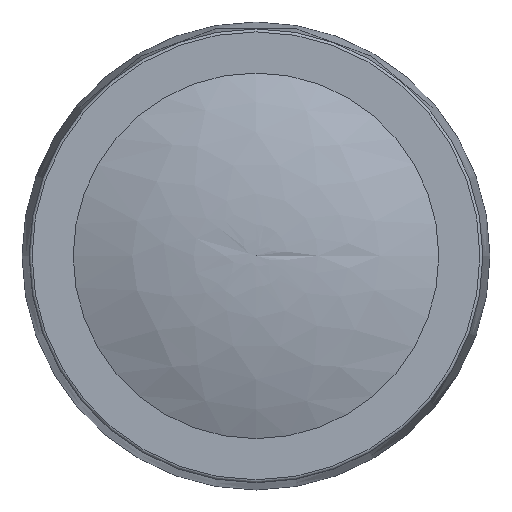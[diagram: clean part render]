
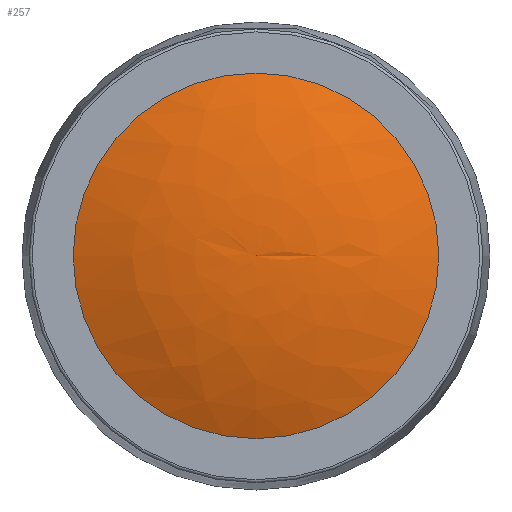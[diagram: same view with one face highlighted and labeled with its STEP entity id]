
A CAD part, top view. The second image highlights one B-rep face of the part: STEP entity #257.
In plain terms, the highlighted free-form (B-spline) face has degree [3, 3] with [4, 7] control points.
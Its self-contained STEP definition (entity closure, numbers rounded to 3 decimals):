
#257 = ADVANCED_FACE( '', ( #570, #571 ), #572, .T. );
#570 = FACE_BOUND( '', #897, .T. );
#571 = FACE_OUTER_BOUND( '', #898, .T. );
#572 = ( BOUNDED_SURFACE(  )B_SPLINE_SURFACE( 3, 3, ( ( #901, #902, #903, #904, #905, #906, #907 ), ( #908, #909, #910, #911, #912, #913, #914 ), ( #915, #916, #917, #918, #919, #920, #921 ), ( #922, #923, #924, #925, #926, #927, #928 ) ), .UNSPECIFIED., .F., .T., .F. )B_SPLINE_SURFACE_WITH_KNOTS( ( 4, 4 ), ( 4, 3, 4 ), ( 0., 6.283 ), ( 1.175, 1.389, 1.602 ), .UNSPECIFIED. )GEOMETRIC_REPRESENTATION_ITEM(  )RATIONAL_B_SPLINE_SURFACE( ( ( 1., 0.333, 0.333, 1., 0.333, 0.333, 1. ), ( 0.985, 0.328, 0.328, 0.985, 0.328, 0.328, 0.985 ), ( 0.985, 0.328, 0.328, 0.985, 0.328, 0.328, 0.985 ), ( 1., 0.333, 0.333, 1., 0.333, 0.333, 1. ) ) )REPRESENTATION_ITEM( '' )SURFACE(  ) );
#897 = VERTEX_LOOP( '', #1498 );
#898 = EDGE_LOOP( '', ( #1499 ) );
#901 = CARTESIAN_POINT( '', ( 0., 0., 27.6 ) );
#902 = CARTESIAN_POINT( '', ( 0., 0., 27.6 ) );
#903 = CARTESIAN_POINT( '', ( 0., 0., 27.6 ) );
#904 = CARTESIAN_POINT( '', ( 0., 0., 27.6 ) );
#905 = CARTESIAN_POINT( '', ( 0., 0., 27.6 ) );
#906 = CARTESIAN_POINT( '', ( 0., 0., 27.6 ) );
#907 = CARTESIAN_POINT( '', ( 0., 0., 27.6 ) );
#908 = CARTESIAN_POINT( '', ( 4.3, 0., 27.735 ) );
#909 = CARTESIAN_POINT( '', ( 4.3, 8.599, 27.735 ) );
#910 = CARTESIAN_POINT( '', ( -4.3, 8.599, 27.735 ) );
#911 = CARTESIAN_POINT( '', ( -4.3, 0., 27.735 ) );
#912 = CARTESIAN_POINT( '', ( -4.3, -8.599, 27.735 ) );
#913 = CARTESIAN_POINT( '', ( 4.3, -8.599, 27.735 ) );
#914 = CARTESIAN_POINT( '', ( 4.3, 0., 27.735 ) );
#915 = CARTESIAN_POINT( '', ( 8.53, 0., 26.957 ) );
#916 = CARTESIAN_POINT( '', ( 8.53, 17.06, 26.957 ) );
#917 = CARTESIAN_POINT( '', ( -8.53, 17.06, 26.957 ) );
#918 = CARTESIAN_POINT( '', ( -8.53, 0., 26.957 ) );
#919 = CARTESIAN_POINT( '', ( -8.53, -17.06, 26.957 ) );
#920 = CARTESIAN_POINT( '', ( 8.53, -17.06, 26.957 ) );
#921 = CARTESIAN_POINT( '', ( 8.53, 0., 26.957 ) );
#922 = CARTESIAN_POINT( '', ( 12.5, 0., 25.3 ) );
#923 = CARTESIAN_POINT( '', ( 12.5, 25., 25.3 ) );
#924 = CARTESIAN_POINT( '', ( -12.5, 25., 25.3 ) );
#925 = CARTESIAN_POINT( '', ( -12.5, 0., 25.3 ) );
#926 = CARTESIAN_POINT( '', ( -12.5, -25., 25.3 ) );
#927 = CARTESIAN_POINT( '', ( 12.5, -25., 25.3 ) );
#928 = CARTESIAN_POINT( '', ( 12.5, 0., 25.3 ) );
#1498 = VERTEX_POINT( '', #1772 );
#1499 = ORIENTED_EDGE( '', *, *, #1600, .T. );
#1600 = EDGE_CURVE( '', #1834, #1834, #1835, .T. );
#1772 = CARTESIAN_POINT( '', ( 0., 0., 27.6 ) );
#1834 = VERTEX_POINT( '', #2181 );
#1835 = CIRCLE( '', #2182, 12.5 );
#2181 = CARTESIAN_POINT( '', ( 12.5, 0., 25.3 ) );
#2182 = AXIS2_PLACEMENT_3D( '', #2747, #2748, #2749 );
#2747 = CARTESIAN_POINT( '', ( 0., 0., 25.3 ) );
#2748 = DIRECTION( '', ( 0., 0., 1. ) );
#2749 = DIRECTION( '', ( 1., 0., 0. ) );
